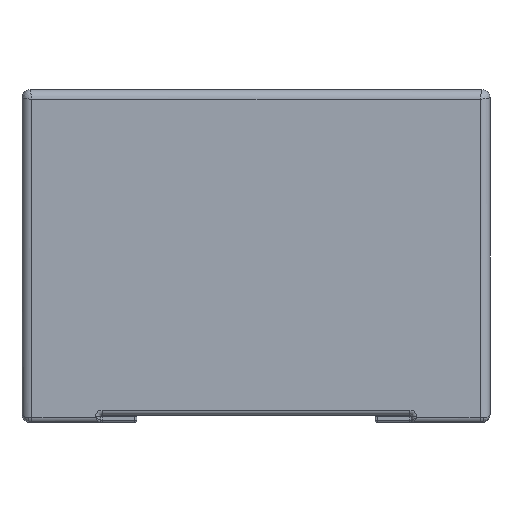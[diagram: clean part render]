
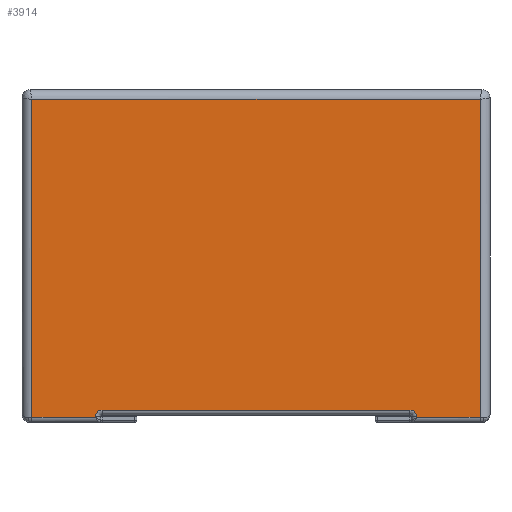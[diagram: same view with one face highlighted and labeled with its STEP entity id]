
A CAD part, front view. The second image highlights one B-rep face of the part: STEP entity #3914.
In plain terms, the highlighted planar face has unit normal (0, -1, 0).
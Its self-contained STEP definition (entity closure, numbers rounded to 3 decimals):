
#45=PLANE('',#4271);
#141=LINE('',#6228,#406);
#144=LINE('',#6235,#409);
#145=LINE('',#6246,#410);
#147=LINE('',#6255,#412);
#150=LINE('',#6262,#415);
#213=LINE('',#6700,#478);
#214=LINE('',#6702,#479);
#215=LINE('',#6703,#480);
#406=VECTOR('',#4717,10.);
#409=VECTOR('',#4724,10.);
#410=VECTOR('',#4737,10.);
#412=VECTOR('',#4749,10.);
#415=VECTOR('',#4756,10.);
#478=VECTOR('',#5063,10.);
#479=VECTOR('',#5064,10.);
#480=VECTOR('',#5065,10.);
#889=FACE_OUTER_BOUND('',#1156,.T.);
#1156=EDGE_LOOP('',(#2915,#2916,#2917,#2918,#2919,#2920,#2921,#2922,#2923,
#2924));
#1362=CIRCLE('',#4139,0.8);
#1366=CIRCLE('',#4145,0.8);
#1677=VERTEX_POINT('',#6125);
#1680=VERTEX_POINT('',#6156);
#1686=VERTEX_POINT('',#6223);
#1688=VERTEX_POINT('',#6233);
#1690=VERTEX_POINT('',#6238);
#1692=VERTEX_POINT('',#6244);
#1694=VERTEX_POINT('',#6250);
#1696=VERTEX_POINT('',#6260);
#1780=VERTEX_POINT('',#6699);
#1781=VERTEX_POINT('',#6701);
#2034=EDGE_CURVE('',#1680,#1686,#141,.T.);
#2038=EDGE_CURVE('',#1688,#1680,#144,.T.);
#2040=EDGE_CURVE('',#1690,#1688,#1362,.T.);
#2043=EDGE_CURVE('',#1692,#1690,#145,.T.);
#2046=EDGE_CURVE('',#1694,#1692,#1366,.T.);
#2048=EDGE_CURVE('',#1677,#1694,#147,.T.);
#2052=EDGE_CURVE('',#1696,#1677,#150,.T.);
#2190=EDGE_CURVE('',#1780,#1696,#213,.T.);
#2191=EDGE_CURVE('',#1781,#1780,#214,.T.);
#2192=EDGE_CURVE('',#1686,#1781,#215,.T.);
#2915=ORIENTED_EDGE('',*,*,#2052,.F.);
#2916=ORIENTED_EDGE('',*,*,#2190,.F.);
#2917=ORIENTED_EDGE('',*,*,#2191,.F.);
#2918=ORIENTED_EDGE('',*,*,#2192,.F.);
#2919=ORIENTED_EDGE('',*,*,#2034,.F.);
#2920=ORIENTED_EDGE('',*,*,#2038,.F.);
#2921=ORIENTED_EDGE('',*,*,#2040,.F.);
#2922=ORIENTED_EDGE('',*,*,#2043,.F.);
#2923=ORIENTED_EDGE('',*,*,#2046,.F.);
#2924=ORIENTED_EDGE('',*,*,#2048,.F.);
#3914=ADVANCED_FACE('',(#889),#45,.T.);
#4139=AXIS2_PLACEMENT_3D('',#6240,#4729,#4730);
#4145=AXIS2_PLACEMENT_3D('',#6252,#4743,#4744);
#4271=AXIS2_PLACEMENT_3D('',#6698,#5061,#5062);
#4717=DIRECTION('',(-1.,0.,0.));
#4724=DIRECTION('',(0.,0.,-1.));
#4729=DIRECTION('center_axis',(0.,-1.,0.));
#4730=DIRECTION('ref_axis',(-0.707,0.,0.707));
#4737=DIRECTION('',(-1.,0.,0.));
#4743=DIRECTION('center_axis',(0.,-1.,0.));
#4744=DIRECTION('ref_axis',(0.707,0.,0.707));
#4749=DIRECTION('',(0.,0.,1.));
#4756=DIRECTION('',(-1.,0.,0.));
#5061=DIRECTION('center_axis',(0.,-1.,0.));
#5062=DIRECTION('ref_axis',(0.,0.,-1.));
#5063=DIRECTION('',(0.,0.,-1.));
#5064=DIRECTION('',(1.,0.,0.));
#5065=DIRECTION('',(0.,0.,1.));
#6125=CARTESIAN_POINT('',(71.9,-14.85,4.5));
#6156=CARTESIAN_POINT('',(33.,-14.85,4.5));
#6223=CARTESIAN_POINT('',(25.3,-14.85,4.5));
#6228=CARTESIAN_POINT('',(70.664,-14.85,4.5));
#6233=CARTESIAN_POINT('',(33.,-14.85,4.6));
#6235=CARTESIAN_POINT('',(33.,-14.85,14.358));
#6238=CARTESIAN_POINT('',(33.8,-14.85,5.4));
#6240=CARTESIAN_POINT('Origin',(33.8,-14.85,4.6));
#6244=CARTESIAN_POINT('',(71.1,-14.85,5.4));
#6246=CARTESIAN_POINT('',(43.025,-14.85,5.4));
#6250=CARTESIAN_POINT('',(71.9,-14.85,4.6));
#6252=CARTESIAN_POINT('Origin',(71.1,-14.85,4.6));
#6255=CARTESIAN_POINT('',(71.9,-14.85,14.808));
#6260=CARTESIAN_POINT('',(79.6,-14.85,4.5));
#6262=CARTESIAN_POINT('',(70.664,-14.85,4.5));
#6698=CARTESIAN_POINT('Origin',(52.45,-14.85,24.816));
#6699=CARTESIAN_POINT('',(79.6,-14.85,43.032));
#6700=CARTESIAN_POINT('',(79.6,-14.85,24.128));
#6701=CARTESIAN_POINT('',(25.3,-14.85,43.032));
#6702=CARTESIAN_POINT('',(52.45,-14.85,43.032));
#6703=CARTESIAN_POINT('',(25.3,-14.85,37.649));
